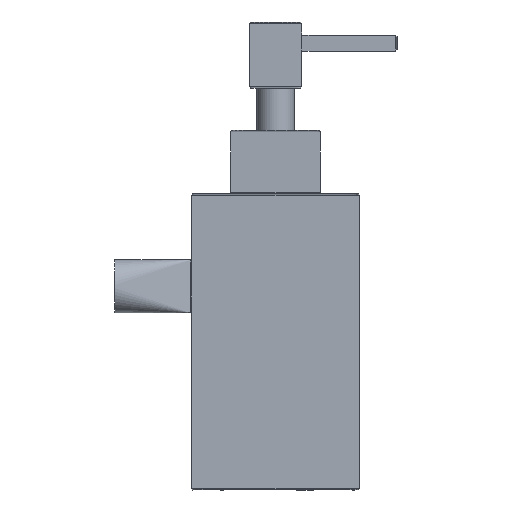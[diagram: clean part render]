
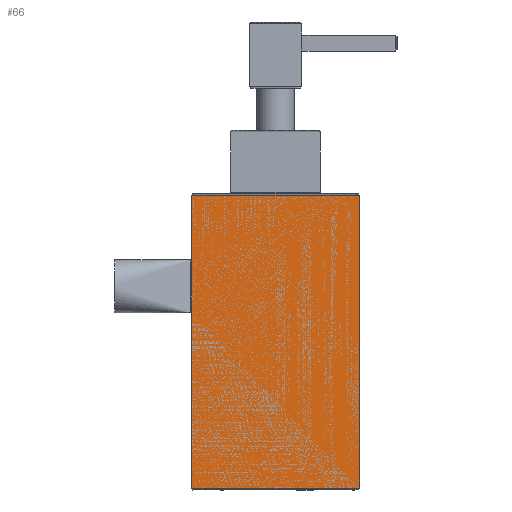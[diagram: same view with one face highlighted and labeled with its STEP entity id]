
A CAD part, front view. The second image highlights one B-rep face of the part: STEP entity #66.
In plain terms, the highlighted free-form (B-spline) face has degree [2, 1] with [5, 2] control points.
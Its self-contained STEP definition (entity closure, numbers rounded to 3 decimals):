
#66=ADVANCED_FACE('',(#104),#504,.T.);
#104=FACE_OUTER_BOUND('',#142,.T.);
#142=EDGE_LOOP('',(#185,#186,#187,#188,#189,#190));
#185=ORIENTED_EDGE('',*,*,#332,.T.);
#186=ORIENTED_EDGE('',*,*,#328,.F.);
#187=ORIENTED_EDGE('',*,*,#333,.T.);
#188=ORIENTED_EDGE('',*,*,#319,.F.);
#189=ORIENTED_EDGE('',*,*,#323,.F.);
#190=ORIENTED_EDGE('',*,*,#322,.T.);
#319=EDGE_CURVE('',#465,#474,#389,.T.);
#322=EDGE_CURVE('',#467,#472,#392,.T.);
#323=EDGE_CURVE('',#467,#465,#393,.T.);
#328=EDGE_CURVE('',#469,#473,#398,.T.);
#332=EDGE_CURVE('',#472,#473,#402,.T.);
#333=EDGE_CURVE('',#469,#474,#403,.T.);
#389=(
BOUNDED_CURVE()
B_SPLINE_CURVE(2,(#901,#902,#903,#904,#905),.UNSPECIFIED.,.F.,.F.)
B_SPLINE_CURVE_WITH_KNOTS((3,2,3),(0.,49.086,98.172),
 .UNSPECIFIED.)
CURVE()
GEOMETRIC_REPRESENTATION_ITEM()
RATIONAL_B_SPLINE_CURVE((1.,0.707,1.,0.707,1.))
REPRESENTATION_ITEM('')
);
#392=(
BOUNDED_CURVE()
B_SPLINE_CURVE(2,(#920,#921,#922,#923,#924),.UNSPECIFIED.,.F.,.F.)
B_SPLINE_CURVE_WITH_KNOTS((3,2,3),(0.,49.086,98.172),
 .UNSPECIFIED.)
CURVE()
GEOMETRIC_REPRESENTATION_ITEM()
RATIONAL_B_SPLINE_CURVE((1.,0.707,1.,0.707,1.))
REPRESENTATION_ITEM('')
);
#393=(
BOUNDED_CURVE()
B_SPLINE_CURVE(1,(#925,#926),.UNSPECIFIED.,.F.,.F.)
B_SPLINE_CURVE_WITH_KNOTS((2,2),(0.5,111.5),
 .UNSPECIFIED.)
CURVE()
GEOMETRIC_REPRESENTATION_ITEM()
RATIONAL_B_SPLINE_CURVE((1.,1.))
REPRESENTATION_ITEM('')
);
#398=(
BOUNDED_CURVE()
B_SPLINE_CURVE(3,(#1007,#1008,#1009,#1010,#1011,#1012,#1013,#1014,#1015,
#1016,#1017,#1018,#1019,#1020,#1021,#1022,#1023,#1024,#1025,#1026,#1027,
#1028,#1029,#1030,#1031,#1032,#1033,#1034,#1035,#1036,#1037,#1038,#1039,
#1040,#1041,#1042,#1043,#1044,#1045,#1046,#1047,#1048,#1049,#1050,#1051,
#1052,#1053,#1054,#1055),.UNSPECIFIED.,.F.,.F.)
B_SPLINE_CURVE_WITH_KNOTS((4,3,3,3,3,3,3,3,3,3,3,3,3,3,3,3,4),(0.,2.106,
4.206,6.295,8.373,10.44,12.5,
14.555,16.608,18.661,20.716,22.776,
24.844,26.922,29.011,31.111,33.216),
 .UNSPECIFIED.)
CURVE()
GEOMETRIC_REPRESENTATION_ITEM()
RATIONAL_B_SPLINE_CURVE((1.,1.,1.,1.,1.,1.,1.,
1.,1.,1.,1.,1.,1.,1.,1.,1.,1.,1.,1.,1.,
1.,1.,1.,1.,
1.,1.,1.,1.,1.,1.,1.,1.,1.,1.,1.,1.,1.,1.,1.,1.,1.,1.,1.,1.,1.,1.,1.,1.,
1.))
REPRESENTATION_ITEM('')
);
#402=(
BOUNDED_CURVE()
B_SPLINE_CURVE(1,(#1115,#1116),.UNSPECIFIED.,.F.,.F.)
B_SPLINE_CURVE_WITH_KNOTS((2,2),(0.5,66.5),
 .UNSPECIFIED.)
CURVE()
GEOMETRIC_REPRESENTATION_ITEM()
RATIONAL_B_SPLINE_CURVE((1.,1.))
REPRESENTATION_ITEM('')
);
#403=(
BOUNDED_CURVE()
B_SPLINE_CURVE(1,(#1117,#1118),.UNSPECIFIED.,.F.,.F.)
B_SPLINE_CURVE_WITH_KNOTS((2,2),(87.5,111.5),
 .UNSPECIFIED.)
CURVE()
GEOMETRIC_REPRESENTATION_ITEM()
RATIONAL_B_SPLINE_CURVE((1.,1.))
REPRESENTATION_ITEM('')
);
#465=VERTEX_POINT('',#882);
#467=VERTEX_POINT('',#884);
#469=VERTEX_POINT('',#886);
#472=VERTEX_POINT('',#889);
#473=VERTEX_POINT('',#890);
#474=VERTEX_POINT('',#891);
#504=(
BOUNDED_SURFACE()
B_SPLINE_SURFACE(2,1,((#603,#604),(#605,#606),(#607,#608),(#609,#610),(#611,
#612)),.UNSPECIFIED.,.F.,.F.,.F.)
B_SPLINE_SURFACE_WITH_KNOTS((3,2,3),(2,2),(0.,49.873,99.746),
(0.,112.),.UNSPECIFIED.)
GEOMETRIC_REPRESENTATION_ITEM()
RATIONAL_B_SPLINE_SURFACE(((1.,1.),(0.707,0.707),
(1.,1.),(0.707,0.707),(1.,1.)))
REPRESENTATION_ITEM('')
SURFACE()
);
#603=CARTESIAN_POINT('',(9465.563,-6880.47,98.282));
#604=CARTESIAN_POINT('',(9465.563,-6880.47,210.282));
#605=CARTESIAN_POINT('',(9465.563,-6848.72,98.282));
#606=CARTESIAN_POINT('',(9465.563,-6848.72,210.282));
#607=CARTESIAN_POINT('',(9433.813,-6848.72,98.282));
#608=CARTESIAN_POINT('',(9433.813,-6848.72,210.282));
#609=CARTESIAN_POINT('',(9402.063,-6848.72,98.282));
#610=CARTESIAN_POINT('',(9402.063,-6848.72,210.282));
#611=CARTESIAN_POINT('',(9402.063,-6880.47,98.282));
#612=CARTESIAN_POINT('',(9402.063,-6880.47,210.282));
#882=CARTESIAN_POINT('',(9465.563,-6880.47,209.782));
#884=CARTESIAN_POINT('',(9465.563,-6880.47,98.782));
#886=CARTESIAN_POINT('',(9402.063,-6880.47,185.782));
#889=CARTESIAN_POINT('',(9402.063,-6880.47,98.782));
#890=CARTESIAN_POINT('',(9402.063,-6880.47,164.782));
#891=CARTESIAN_POINT('',(9402.063,-6880.47,209.782));
#901=CARTESIAN_POINT('',(9465.563,-6880.47,209.782));
#902=CARTESIAN_POINT('',(9465.563,-6848.72,209.782));
#903=CARTESIAN_POINT('',(9433.813,-6848.72,209.782));
#904=CARTESIAN_POINT('',(9402.063,-6848.72,209.782));
#905=CARTESIAN_POINT('',(9402.063,-6880.47,209.782));
#920=CARTESIAN_POINT('',(9465.563,-6880.47,98.782));
#921=CARTESIAN_POINT('',(9465.563,-6848.72,98.782));
#922=CARTESIAN_POINT('',(9433.813,-6848.72,98.782));
#923=CARTESIAN_POINT('',(9402.063,-6848.72,98.782));
#924=CARTESIAN_POINT('',(9402.063,-6880.47,98.782));
#925=CARTESIAN_POINT('',(9465.563,-6880.47,98.782));
#926=CARTESIAN_POINT('',(9465.563,-6880.47,209.782));
#1007=CARTESIAN_POINT('',(9402.063,-6880.47,185.782));
#1008=CARTESIAN_POINT('',(9402.063,-6879.779,185.782));
#1009=CARTESIAN_POINT('',(9402.086,-6879.088,185.711));
#1010=CARTESIAN_POINT('',(9402.13,-6878.412,185.571));
#1011=CARTESIAN_POINT('',(9402.174,-6877.738,185.432));
#1012=CARTESIAN_POINT('',(9402.238,-6877.079,185.225));
#1013=CARTESIAN_POINT('',(9402.319,-6876.449,184.955));
#1014=CARTESIAN_POINT('',(9402.399,-6875.822,184.686));
#1015=CARTESIAN_POINT('',(9402.495,-6875.222,184.354));
#1016=CARTESIAN_POINT('',(9402.599,-6874.662,183.967));
#1017=CARTESIAN_POINT('',(9402.703,-6874.104,183.583));
#1018=CARTESIAN_POINT('',(9402.815,-6873.585,183.143));
#1019=CARTESIAN_POINT('',(9402.927,-6873.113,182.657));
#1020=CARTESIAN_POINT('',(9403.039,-6872.643,182.173));
#1021=CARTESIAN_POINT('',(9403.152,-6872.219,181.643));
#1022=CARTESIAN_POINT('',(9403.256,-6871.849,181.075));
#1023=CARTESIAN_POINT('',(9403.36,-6871.48,180.509));
#1024=CARTESIAN_POINT('',(9403.456,-6871.165,179.906));
#1025=CARTESIAN_POINT('',(9403.537,-6870.91,179.276));
#1026=CARTESIAN_POINT('',(9403.617,-6870.655,178.647));
#1027=CARTESIAN_POINT('',(9403.682,-6870.46,177.991));
#1028=CARTESIAN_POINT('',(9403.726,-6870.33,177.32));
#1029=CARTESIAN_POINT('',(9403.77,-6870.199,176.65));
#1030=CARTESIAN_POINT('',(9403.793,-6870.133,175.966));
#1031=CARTESIAN_POINT('',(9403.793,-6870.133,175.282));
#1032=CARTESIAN_POINT('',(9403.793,-6870.133,174.597));
#1033=CARTESIAN_POINT('',(9403.77,-6870.199,173.913));
#1034=CARTESIAN_POINT('',(9403.726,-6870.33,173.243));
#1035=CARTESIAN_POINT('',(9403.682,-6870.46,172.573));
#1036=CARTESIAN_POINT('',(9403.617,-6870.655,171.916));
#1037=CARTESIAN_POINT('',(9403.537,-6870.91,171.287));
#1038=CARTESIAN_POINT('',(9403.456,-6871.165,170.657));
#1039=CARTESIAN_POINT('',(9403.36,-6871.48,170.054));
#1040=CARTESIAN_POINT('',(9403.256,-6871.849,169.488));
#1041=CARTESIAN_POINT('',(9403.152,-6872.219,168.92));
#1042=CARTESIAN_POINT('',(9403.039,-6872.643,168.39));
#1043=CARTESIAN_POINT('',(9402.927,-6873.113,167.906));
#1044=CARTESIAN_POINT('',(9402.815,-6873.585,167.42));
#1045=CARTESIAN_POINT('',(9402.703,-6874.104,166.98));
#1046=CARTESIAN_POINT('',(9402.599,-6874.662,166.596));
#1047=CARTESIAN_POINT('',(9402.495,-6875.222,166.209));
#1048=CARTESIAN_POINT('',(9402.399,-6875.822,165.878));
#1049=CARTESIAN_POINT('',(9402.319,-6876.449,165.609));
#1050=CARTESIAN_POINT('',(9402.238,-6877.079,165.338));
#1051=CARTESIAN_POINT('',(9402.174,-6877.738,165.131));
#1052=CARTESIAN_POINT('',(9402.13,-6878.412,164.992));
#1053=CARTESIAN_POINT('',(9402.086,-6879.088,164.852));
#1054=CARTESIAN_POINT('',(9402.063,-6879.779,164.782));
#1055=CARTESIAN_POINT('',(9402.063,-6880.47,164.782));
#1115=CARTESIAN_POINT('',(9402.063,-6880.47,98.782));
#1116=CARTESIAN_POINT('',(9402.063,-6880.47,164.782));
#1117=CARTESIAN_POINT('',(9402.063,-6880.47,185.782));
#1118=CARTESIAN_POINT('',(9402.063,-6880.47,209.782));
